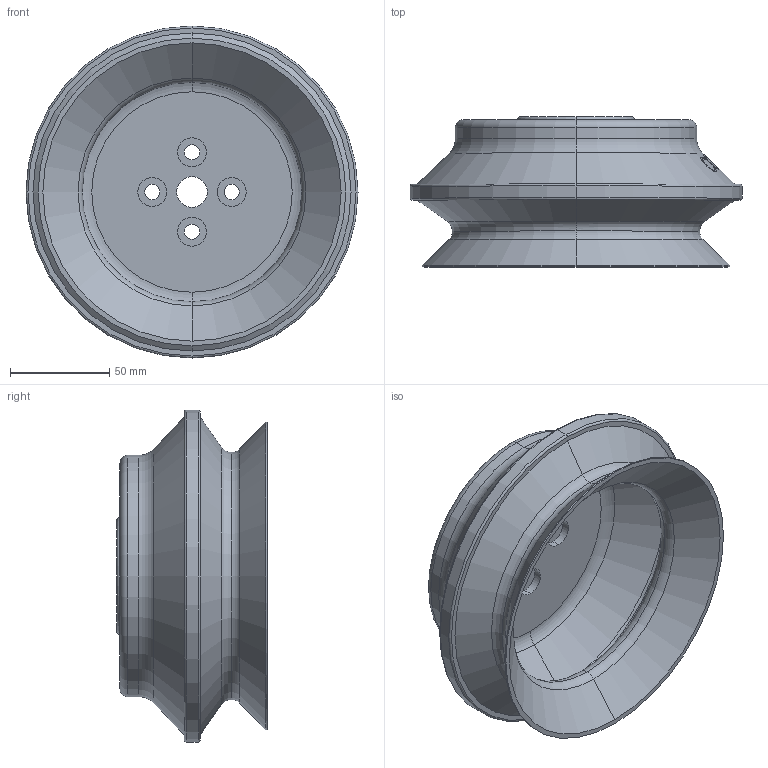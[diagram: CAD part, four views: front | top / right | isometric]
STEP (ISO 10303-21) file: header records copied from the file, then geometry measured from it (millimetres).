
FILE_DESCRIPTION(('STEP AP214'),'1');
FILE_NAME('COVAL_VSAG150NBR.stp','2017-12-27T18:41:19',('TraceParts'),('TraceParts S.A.'),'Spatial InterOp 3D',' ',' ');
FILE_SCHEMA(('automotive_design'));
Length unit declared in the file: millimetre
Products named in the file (1): COVAL_VSAG150NBR
Bounding box: 167 x 75.5 x 167 mm (x, y, z)
Volume: 292590.3 mm3; surface area: 123416.7 mm2
Topology: 1 solids, 1 shells, 122 faces, 289 edges, 182 vertices
Faces by surface type: bspline 43, cylinder 28, torus 24, cone 19, plane 8
Entity records: 12591 total; most frequent: CARTESIAN_POINT 9027, ORIENTED_EDGE 578, DIRECTION 440, EDGE_CURVE 289, AXIS2_PLACEMENT_3D 200, VERTEX_POINT 182, EDGE_LOOP 153, B_SPLINE_CURVE_WITH_KNOTS 129
